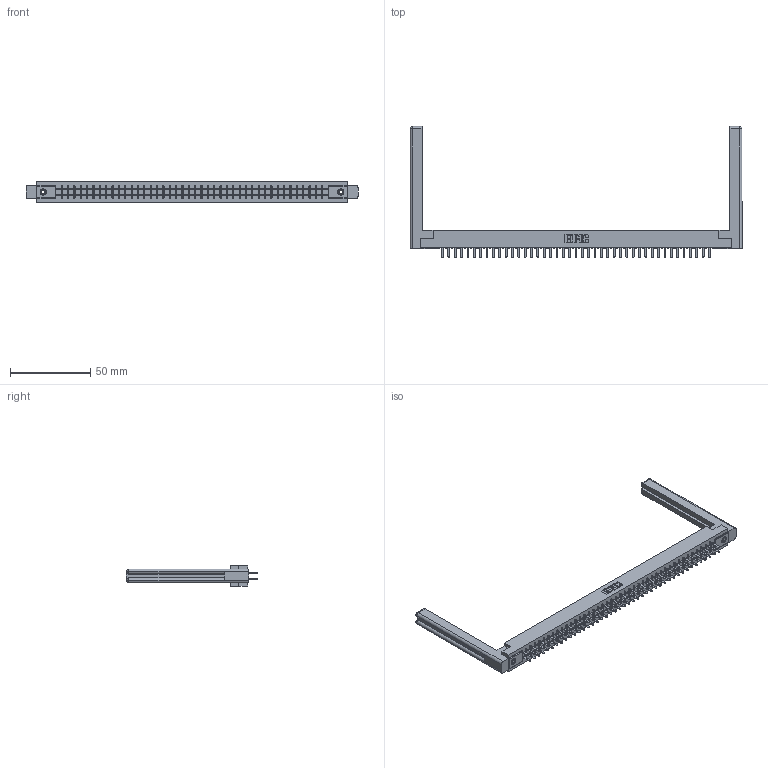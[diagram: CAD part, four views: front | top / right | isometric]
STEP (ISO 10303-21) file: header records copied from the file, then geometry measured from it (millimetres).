
FILE_DESCRIPTION (( 'STEP AP203' ), '1' );
FILE_NAME ('315-086-520-258.STEP', '2019-09-11T00:14:50', ( '' ), ( '' ), 'SwSTEP 2.0', 'SolidWorks 2016', '' );
FILE_SCHEMA (( 'CONFIG_CONTROL_DESIGN' ));
Length unit declared in the file: inch
Products named in the file (5): 305-290-001_520; 305 Part_.156 Dia; 345-250-001_345-250-001-102; 315-086-520-258; 307-220-058
Assembly tree (91 placements, depth 2):
  315-086-520-258
    305 Part_.156 Dia
    305-290-001_520  x86
    345-250-001_345-250-001-102  x2
    307-220-058  x2
Bounding box: 207.01 x 81.74 x 12.7 mm (x, y, z)
Volume: 28752.7 mm3; surface area: 32419.2 mm2
Topology: 91 solids, 91 shells, 4214 faces, 11979 edges, 7742 vertices
Faces by surface type: plane 2474, cylinder 1544, sphere 172, cone 12, torus 12
Entity records: 48949 total; most frequent: CARTESIAN_POINT 8114, ORIENTED_EDGE 7996, DIRECTION 7810, EDGE_CURVE 3998, LINE 3226, VECTOR 3226, VERTEX_POINT 2542, AXIS2_PLACEMENT_3D 2292
